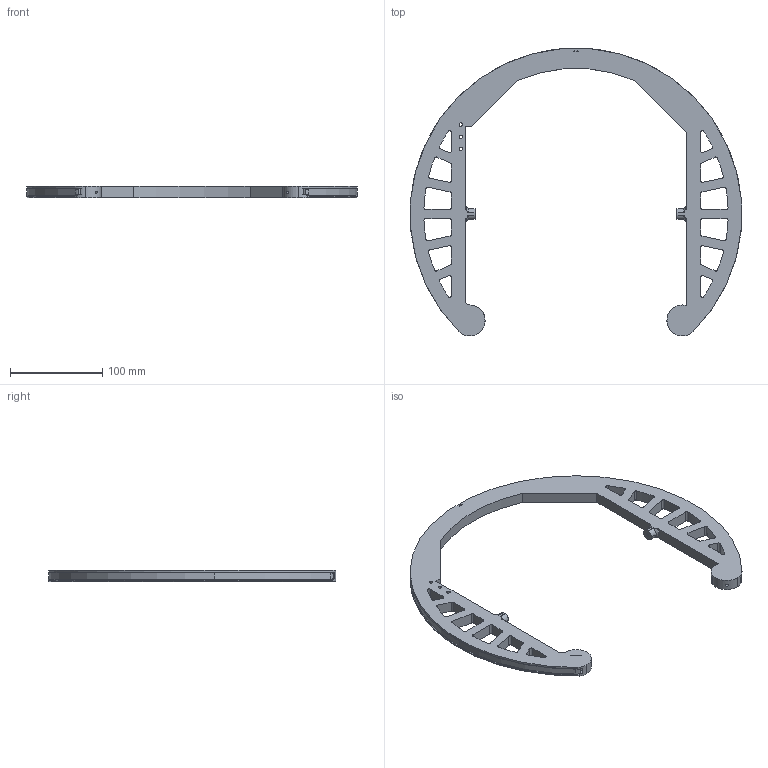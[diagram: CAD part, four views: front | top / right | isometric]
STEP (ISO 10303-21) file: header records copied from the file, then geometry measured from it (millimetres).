
FILE_DESCRIPTION (( 'STEP AP203' ), '1' );
FILE_NAME ('06_splitring_v7_singlePiece.STEP', '2021-03-11T14:37:54', ( '' ), ( '' ), 'SwSTEP 2.0', 'SolidWorks 2020', '' );
FILE_SCHEMA (( 'CONFIG_CONTROL_DESIGN' ));
Length unit declared in the file: millimetre
Products named in the file (1): 06_splitring_v7_singlePiece
Bounding box: 359.47 x 312.19 x 12 mm (x, y, z)
Volume: 291937.1 mm3; surface area: 87440.5 mm2
Topology: 1 solids, 1 shells, 263 faces, 721 edges, 474 vertices
Faces by surface type: cylinder 132, plane 106, cone 23, bspline 2
Entity records: 8993 total; most frequent: CARTESIAN_POINT 2002, DIRECTION 1474, ORIENTED_EDGE 1442, EDGE_CURVE 721, AXIS2_PLACEMENT_3D 550, VERTEX_POINT 474, VECTOR 374, LINE 374
